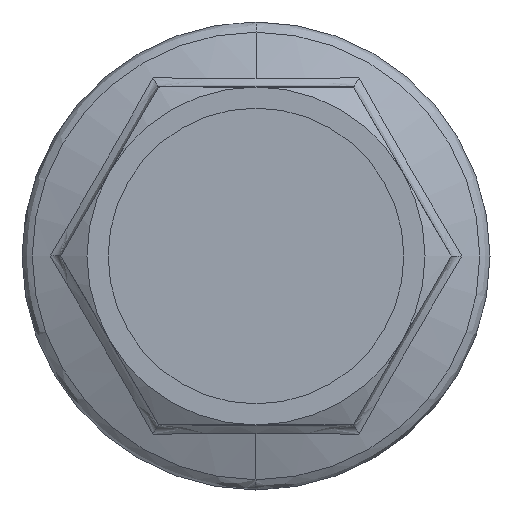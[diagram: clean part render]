
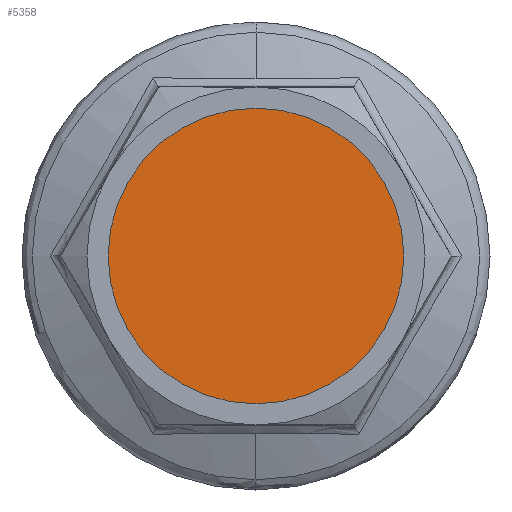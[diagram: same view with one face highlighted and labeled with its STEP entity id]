
A CAD part, left-side view. The second image highlights one B-rep face of the part: STEP entity #5358.
In plain terms, the highlighted planar face has unit normal (-1, 0, 0).
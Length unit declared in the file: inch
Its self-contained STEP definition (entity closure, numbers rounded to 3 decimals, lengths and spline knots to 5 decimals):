
#864 = CARTESIAN_POINT ( 'NONE',  ( 0.02625, 0., 0.22392 ) ) ;
#866 = AXIS2_PLACEMENT_3D ( 'NONE', #909, #908, #907 ) ;
#907 = DIRECTION ( 'NONE',  ( 0., 0., 1. ) ) ;
#908 = DIRECTION ( 'NONE',  ( -1., 0., 0. ) ) ;
#909 = CARTESIAN_POINT ( 'NONE',  ( 0.02625, 0., 0. ) ) ;
#910 = CIRCLE ( 'NONE', #866, 0.22392 ) ;
#5358 = ADVANCED_FACE ( 'NONE', ( #6443 ), #6446, .F. ) ;
#5362 = ORIENTED_EDGE ( 'NONE', *, *, #6420, .T. ) ;
#5392 = ORIENTED_EDGE ( 'NONE', *, *, #5417, .T. ) ;
#5412 = VERTEX_POINT ( 'NONE', #6604 ) ;
#5417 = EDGE_CURVE ( 'NONE', #5412, #6421, #6587, .T. ) ;
#6420 = EDGE_CURVE ( 'NONE', #6421, #5412, #910, .T. ) ;
#6421 = VERTEX_POINT ( 'NONE', #864 ) ;
#6425 = EDGE_LOOP ( 'NONE', ( #5362, #5392 ) ) ;
#6441 = AXIS2_PLACEMENT_3D ( 'NONE', #6453, #6452, #6451 ) ;
#6443 = FACE_OUTER_BOUND ( 'NONE', #6425, .T. ) ;
#6446 = PLANE ( 'NONE',  #6441 ) ;
#6451 = DIRECTION ( 'NONE',  ( 0., 0., -1. ) ) ;
#6452 = DIRECTION ( 'NONE',  ( 1., 0., 0. ) ) ;
#6453 = CARTESIAN_POINT ( 'NONE',  ( 0.02625, 0., 0. ) ) ;
#6587 = CIRCLE ( 'NONE', #6642, 0.22392 ) ;
#6604 = CARTESIAN_POINT ( 'NONE',  ( 0.02625, 0., -0.22392 ) ) ;
#6639 = DIRECTION ( 'NONE',  ( 0., 0., 1. ) ) ;
#6640 = DIRECTION ( 'NONE',  ( -1., 0., 0. ) ) ;
#6641 = CARTESIAN_POINT ( 'NONE',  ( 0.02625, 0., 0. ) ) ;
#6642 = AXIS2_PLACEMENT_3D ( 'NONE', #6641, #6640, #6639 ) ;
